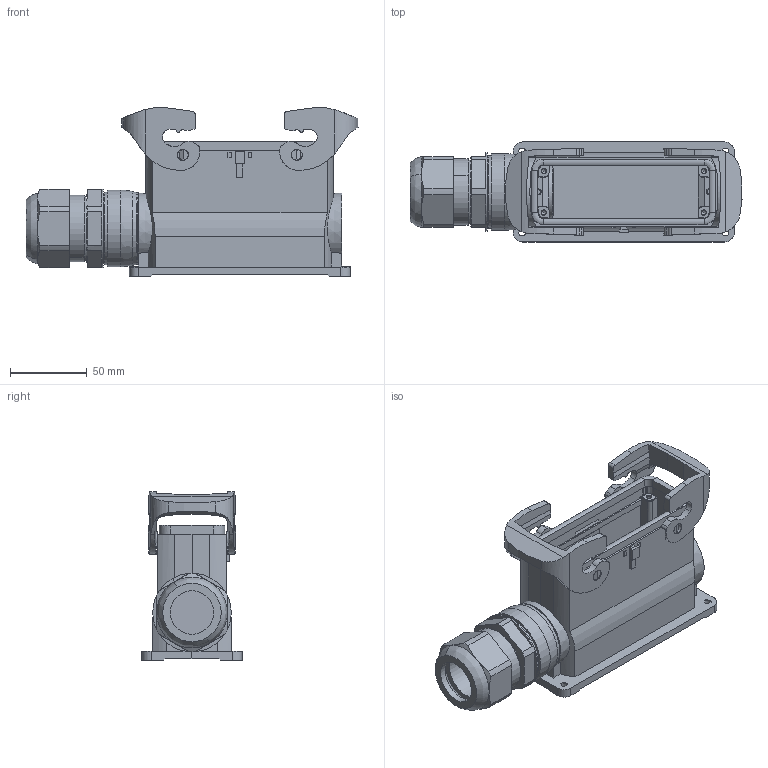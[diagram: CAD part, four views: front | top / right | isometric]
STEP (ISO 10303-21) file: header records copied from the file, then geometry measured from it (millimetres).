
FILE_DESCRIPTION(/* description */ (''),/* implementation_level */ '2;1');
FILE_NAME(/* name */ '100769079ugm000_b.stp',/* time_stamp */ '2022-03-12T07:33:36+01:00',/* author */ (''),/* organization */ (''),/* preprocessor_version */ 'ST-DEVELOPER v16.7',/* originating_system */ 'SIEMENS PLM Software NX 1911',/* authorisation */ '');
FILE_SCHEMA (('AUTOMOTIVE_DESIGN { 1 0 10303 214 3 1 1 1 }'));
Length unit declared in the file: millimetre
Products named in the file (1): 100769079ugm000_b
Bounding box: 215.78 x 65 x 109.79 mm (x, y, z)
Volume: 302449.9 mm3; surface area: 116140.9 mm2
Topology: 3 solids, 3 shells, 623 faces, 2060 edges, 1555 vertices
Faces by surface type: plane 375, cylinder 155, cone 75, revolution 8, torus 5, bspline 3, extrusion 2
Full cylindrical faces by diameter (mm): 3 x4, 3.4 x4, 3.5 x4, 7.2 x4, 30 x1, 40 x1, 46.4 x1, 47 x1, 49.95 x1
Entity records: 27810 total; most frequent: CARTESIAN_POINT 5400, ORIENTED_EDGE 3822, DIRECTION 3454, EDGE_CURVE 1911, VERTEX_POINT 1372, VECTOR 1164, LINE 1162, AXIS2_PLACEMENT_3D 1141
